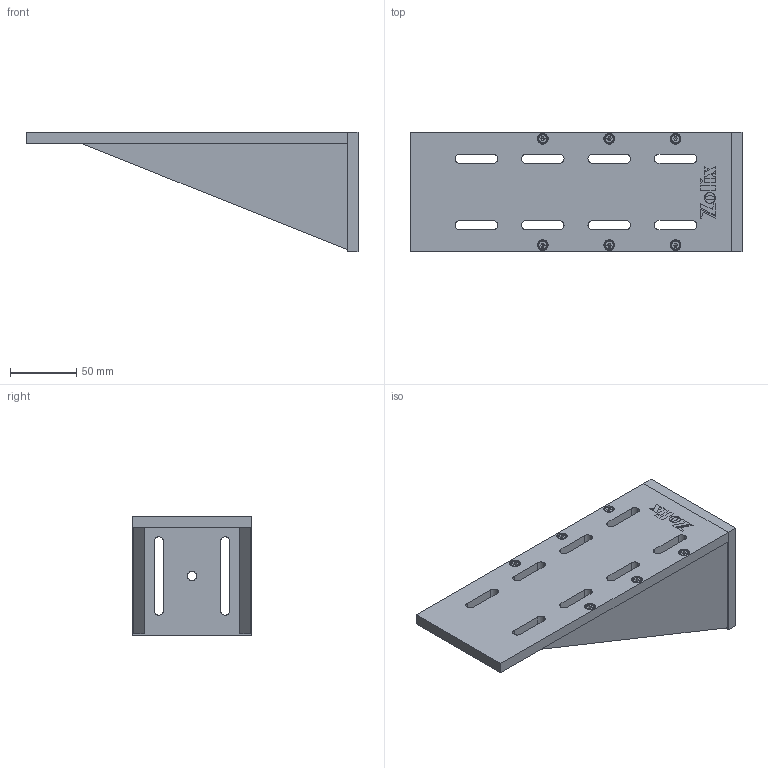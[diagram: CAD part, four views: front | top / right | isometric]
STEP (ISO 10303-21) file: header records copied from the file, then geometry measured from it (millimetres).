
FILE_DESCRIPTION (( 'STEP AP203' ), '1' );
FILE_NAME ('PHOB-3.STEP', '2022-07-20T08:59:29', ( '' ), ( '' ), 'SwSTEP 2.0', 'SolidWorks 2021', '' );
FILE_SCHEMA (( 'CONFIG_CONTROL_DESIGN' ));
Length unit declared in the file: millimetre
Products named in the file (1): PHOB-3
Bounding box: 250 x 90 x 90 mm (x, y, z)
Volume: 355180.9 mm3; surface area: 117555.2 mm2
Topology: 16 solids, 16 shells, 632 faces, 1554 edges, 964 vertices
Faces by surface type: plane 384, cylinder 152, cone 72, torus 24
Entity records: 18321 total; most frequent: DIRECTION 3244, CARTESIAN_POINT 3103, ORIENTED_EDGE 3012, EDGE_CURVE 1506, AXIS2_PLACEMENT_3D 1105, LINE 1034, VECTOR 1034, VERTEX_POINT 964
